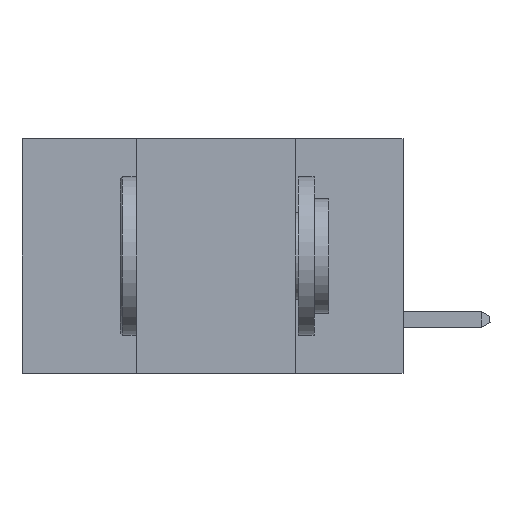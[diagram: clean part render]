
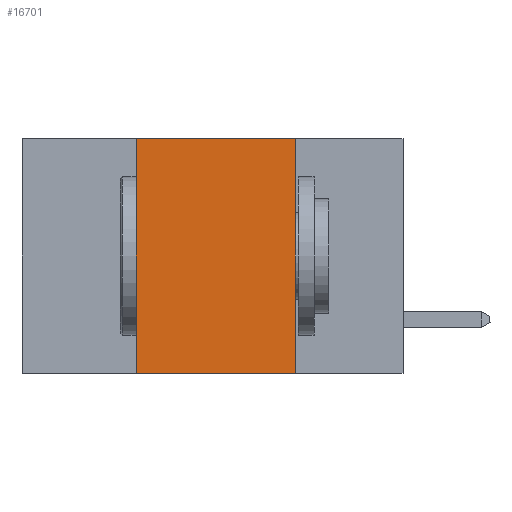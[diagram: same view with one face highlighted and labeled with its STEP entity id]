
A CAD part, left-side view. The second image highlights one B-rep face of the part: STEP entity #16701.
In plain terms, the highlighted planar face has unit normal (-1, 0, 0).
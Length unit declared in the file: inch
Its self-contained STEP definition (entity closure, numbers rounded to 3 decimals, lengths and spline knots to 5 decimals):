
#776 = DIRECTION ( 'NONE',  ( 0., 0., -1. ) ) ;
#2813 = EDGE_CURVE ( 'NONE', #37900, #29878, #25557, .T. ) ;
#4319 = DIRECTION ( 'NONE',  ( 0., -1., 0. ) ) ;
#5907 = CARTESIAN_POINT ( 'NONE',  ( 0., 0.42, 0. ) ) ;
#6059 = VECTOR ( 'NONE', #4319, 39.37008 ) ;
#7100 = LINE ( 'NONE', #5907, #14931 ) ;
#7804 = CARTESIAN_POINT ( 'NONE',  ( 0., 0.6, -0.37 ) ) ;
#8369 = CARTESIAN_POINT ( 'NONE',  ( 0., 0.17, -0.37 ) ) ;
#9439 = VECTOR ( 'NONE', #776, 39.37008 ) ;
#10340 = ORIENTED_EDGE ( 'NONE', *, *, #32990, .F. ) ;
#11338 = EDGE_CURVE ( 'NONE', #31699, #15261, #17541, .T. ) ;
#11520 = DIRECTION ( 'NONE',  ( 0., 0., 1. ) ) ;
#13078 = AXIS2_PLACEMENT_3D ( 'NONE', #28605, #37471, #19935 ) ;
#13899 = PLANE ( 'NONE',  #13078 ) ;
#14677 = ORIENTED_EDGE ( 'NONE', *, *, #11338, .F. ) ;
#14712 = EDGE_CURVE ( 'NONE', #15261, #29878, #19135, .T. ) ;
#14931 = VECTOR ( 'NONE', #11520, 39.37008 ) ;
#14955 = VECTOR ( 'NONE', #28310, 39.37008 ) ;
#15261 = VERTEX_POINT ( 'NONE', #25124 ) ;
#16029 = ORIENTED_EDGE ( 'NONE', *, *, #2813, .T. ) ;
#16701 = ADVANCED_FACE ( 'NONE', ( #19910 ), #13899, .F. ) ;
#17144 = CARTESIAN_POINT ( 'NONE',  ( 0., 0.42, -0.37 ) ) ;
#17541 = LINE ( 'NONE', #36017, #6059 ) ;
#19135 = LINE ( 'NONE', #32914, #9439 ) ;
#19910 = FACE_OUTER_BOUND ( 'NONE', #24641, .T. ) ;
#19935 = DIRECTION ( 'NONE',  ( 0., 0., -1. ) ) ;
#24641 = EDGE_LOOP ( 'NONE', ( #26557, #14677, #10340, #16029 ) ) ;
#25124 = CARTESIAN_POINT ( 'NONE',  ( 0., 0.17, 0. ) ) ;
#25557 = LINE ( 'NONE', #7804, #14955 ) ;
#26557 = ORIENTED_EDGE ( 'NONE', *, *, #14712, .F. ) ;
#28310 = DIRECTION ( 'NONE',  ( 0., -1., 0. ) ) ;
#28605 = CARTESIAN_POINT ( 'NONE',  ( 0., 0.6, 0. ) ) ;
#29878 = VERTEX_POINT ( 'NONE', #8369 ) ;
#31699 = VERTEX_POINT ( 'NONE', #37535 ) ;
#32914 = CARTESIAN_POINT ( 'NONE',  ( 0., 0.17, 0. ) ) ;
#32990 = EDGE_CURVE ( 'NONE', #37900, #31699, #7100, .T. ) ;
#36017 = CARTESIAN_POINT ( 'NONE',  ( 0., 0.6, 0. ) ) ;
#37471 = DIRECTION ( 'NONE',  ( 1., 0., 0. ) ) ;
#37535 = CARTESIAN_POINT ( 'NONE',  ( 0., 0.42, 0. ) ) ;
#37900 = VERTEX_POINT ( 'NONE', #17144 ) ;
